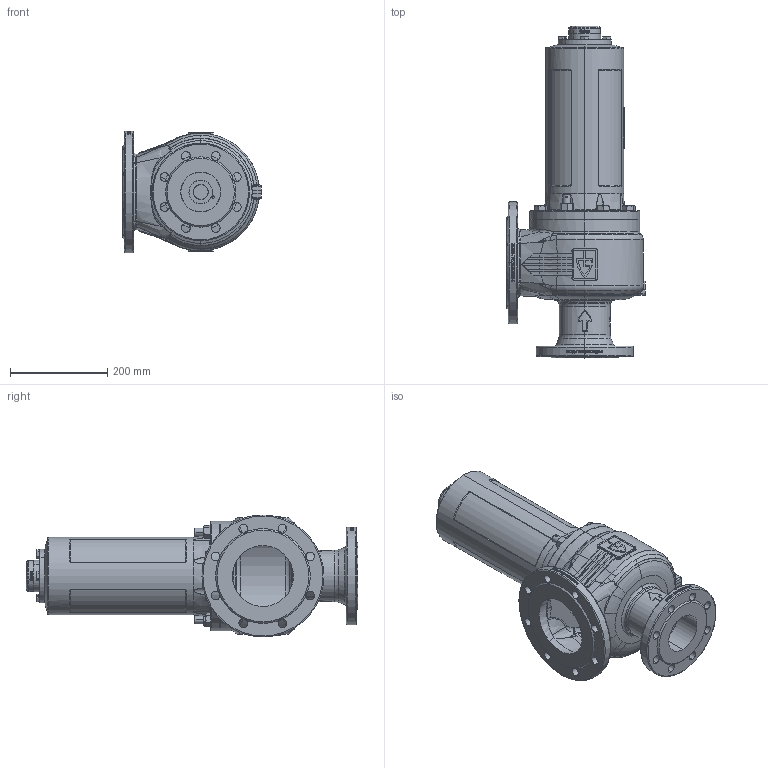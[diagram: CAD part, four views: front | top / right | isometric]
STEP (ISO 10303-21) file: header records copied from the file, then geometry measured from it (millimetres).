
FILE_DESCRIPTION (( 'STEP AP214' ), '1' );
FILE_NAME ('455TGFO_80_FLFL_80125_MD.STEP', '2020-08-20T12:03:03', ( '' ), ( '' ), 'SwSTEP 2.0', 'SolidWorks 2020', '' );
FILE_SCHEMA (( 'AUTOMOTIVE_DESIGN' ));
Length unit declared in the file: millimetre
Products named in the file (1): 455TGFO_80_FLFL_80125_MD
Bounding box: 284 x 681 x 250 mm (x, y, z)
Volume: 4665479.3 mm3; surface area: 1082030.5 mm2
Topology: 19 solids, 19 shells, 2502 faces, 6390 edges, 4095 vertices
Faces by surface type: plane 994, bspline 708, cylinder 456, cone 240, torus 103, sphere 1
Entity records: 198175 total; most frequent: CARTESIAN_POINT 115282, ORIENTED_EDGE 12710, DIRECTION 9487, EDGE_CURVE 6355, VERTEX_POINT 4095, AXIS2_PLACEMENT_3D 3729, EDGE_LOOP 2790, UNCERTAINTY_MEASURE_WITH_UNIT 2517
